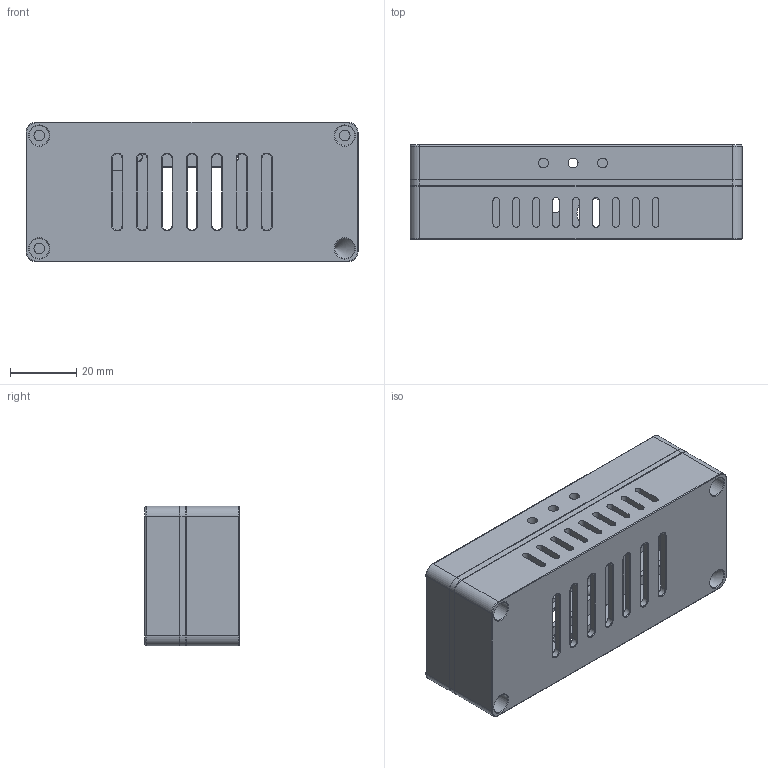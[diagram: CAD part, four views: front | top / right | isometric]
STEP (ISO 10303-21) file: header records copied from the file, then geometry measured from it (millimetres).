
FILE_DESCRIPTION(/* description */ (''),/* implementation_level */ '2;1');
FILE_NAME(/* name */ 'Polar Plus Enclosure v46.step',/* time_stamp */ '2025-07-02T09:52:55+10:00',/* author */ (''),/* organization */ (''),/* preprocessor_version */ 'ST-DEVELOPER v20.1',/* originating_system */ 'Autodesk Translation Framework v14.10.0.0',/* authorisation */ '');
FILE_SCHEMA (('AUTOMOTIVE_DESIGN { 1 0 10303 214 3 1 1 }'));
Length unit declared in the file: millimetre
Products named in the file (4): Polar Plus Enclosure; Top; Middle; Bottom
Assembly tree (3 placements, depth 2):
  Polar Plus Enclosure
    Top
    Middle
    Bottom
Bounding box: 100 x 28.4 x 42 mm (x, y, z)
Volume: 51485.5 mm3; surface area: 36121.4 mm2
Topology: 3 solids, 3 shells, 451 faces, 1137 edges, 712 vertices
Faces by surface type: cylinder 193, plane 170, torus 86, cone 2
Full cylindrical faces by diameter (mm): 2.6 x4, 3 x3, 3.2 x8, 4 x4, 4.8 x4, 5.2 x4, 6 x4, 7.5 x1, 9 x1, 12.5 x2
Entity records: 13894 total; most frequent: DIRECTION 2565, CARTESIAN_POINT 2325, ORIENTED_EDGE 2286, EDGE_CURVE 1143, AXIS2_PLACEMENT_3D 970, VERTEX_POINT 712, LINE 625, VECTOR 625
